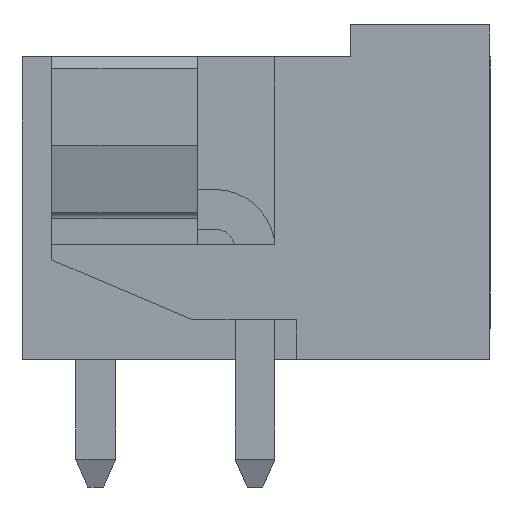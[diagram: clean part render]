
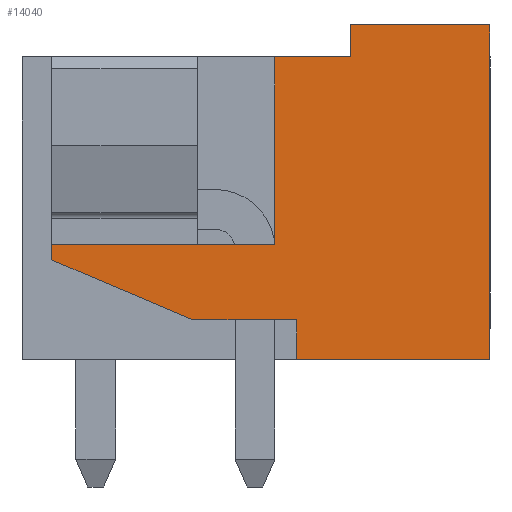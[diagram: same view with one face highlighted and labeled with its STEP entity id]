
A CAD part, left-side view. The second image highlights one B-rep face of the part: STEP entity #14040.
In plain terms, the highlighted planar face has unit normal (-1, 0, 0).
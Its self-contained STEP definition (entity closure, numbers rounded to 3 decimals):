
#14013=AXIS2_PLACEMENT_3D('Plane Axis2P3D',#14010,#14011,#14012) ;
#385=CARTESIAN_POINT('Vertex',(0.,0.,11.6)) ;
#388=CARTESIAN_POINT('Line Origine',(0.,0.,7.4)) ;
#392=CARTESIAN_POINT('Vertex',(0.,0.,3.2)) ;
#1879=CARTESIAN_POINT('Vertex',(0.,3.5,11.6)) ;
#1882=CARTESIAN_POINT('Line Origine',(0.,1.75,11.6)) ;
#2431=CARTESIAN_POINT('Vertex',(0.,5.4,10.8)) ;
#2434=CARTESIAN_POINT('Line Origine',(0.,4.45,10.8)) ;
#2438=CARTESIAN_POINT('Vertex',(0.,3.5,10.8)) ;
#3871=CARTESIAN_POINT('Line Origine',(0.,2.427,3.2)) ;
#3875=CARTESIAN_POINT('Vertex',(0.,4.854,3.2)) ;
#13484=CARTESIAN_POINT('Vertex',(0.,11.,5.7)) ;
#13498=CARTESIAN_POINT('Vertex',(0.,7.465,4.2)) ;
#13501=CARTESIAN_POINT('Line Origine',(0.,9.233,4.95)) ;
#13529=CARTESIAN_POINT('Vertex',(0.,4.854,4.2)) ;
#13532=CARTESIAN_POINT('Line Origine',(0.,6.16,4.2)) ;
#13783=CARTESIAN_POINT('Line Origine',(0.,4.854,3.7)) ;
#13800=CARTESIAN_POINT('Line Origine',(0.,3.5,11.2)) ;
#13862=CARTESIAN_POINT('Line Origine',(0.,11.,5.89)) ;
#13866=CARTESIAN_POINT('Vertex',(0.,11.,6.08)) ;
#14010=CARTESIAN_POINT('Axis2P3D Location',(0.,0.,0.)) ;
#14015=CARTESIAN_POINT('Line Origine',(0.,8.2,6.08)) ;
#14019=CARTESIAN_POINT('Vertex',(0.,5.4,6.08)) ;
#14022=CARTESIAN_POINT('Line Origine',(0.,5.4,8.44)) ;
#389=DIRECTION('Vector Direction',(0.,0.,-1.)) ;
#1883=DIRECTION('Vector Direction',(0.,-1.,0.)) ;
#2435=DIRECTION('Vector Direction',(0.,-1.,0.)) ;
#3872=DIRECTION('Vector Direction',(0.,1.,0.)) ;
#13502=DIRECTION('Vector Direction',(0.,-0.921,-0.391)) ;
#13533=DIRECTION('Vector Direction',(0.,-1.,0.)) ;
#13784=DIRECTION('Vector Direction',(0.,0.,1.)) ;
#13801=DIRECTION('Vector Direction',(0.,0.,1.)) ;
#13863=DIRECTION('Vector Direction',(0.,0.,-1.)) ;
#14011=DIRECTION('Axis2P3D Direction',(-1.,0.,0.)) ;
#14012=DIRECTION('Axis2P3D XDirection',(0.,-1.,0.)) ;
#14016=DIRECTION('Vector Direction',(0.,1.,0.)) ;
#14023=DIRECTION('Vector Direction',(0.,0.,1.)) ;
#390=VECTOR('Line Direction',#389,1.) ;
#1884=VECTOR('Line Direction',#1883,1.) ;
#2436=VECTOR('Line Direction',#2435,1.) ;
#3873=VECTOR('Line Direction',#3872,1.) ;
#13503=VECTOR('Line Direction',#13502,1.) ;
#13534=VECTOR('Line Direction',#13533,1.) ;
#13785=VECTOR('Line Direction',#13784,1.) ;
#13802=VECTOR('Line Direction',#13801,1.) ;
#13864=VECTOR('Line Direction',#13863,1.) ;
#14017=VECTOR('Line Direction',#14016,1.) ;
#14024=VECTOR('Line Direction',#14023,1.) ;
#14028=ORIENTED_EDGE('',*,*,#14021,.T.) ;
#14029=ORIENTED_EDGE('',*,*,#13868,.T.) ;
#14030=ORIENTED_EDGE('',*,*,#13505,.T.) ;
#14031=ORIENTED_EDGE('',*,*,#13536,.T.) ;
#14032=ORIENTED_EDGE('',*,*,#13787,.F.) ;
#14033=ORIENTED_EDGE('',*,*,#3877,.T.) ;
#14034=ORIENTED_EDGE('',*,*,#394,.T.) ;
#14035=ORIENTED_EDGE('',*,*,#1886,.T.) ;
#14036=ORIENTED_EDGE('',*,*,#13804,.T.) ;
#14037=ORIENTED_EDGE('',*,*,#2440,.T.) ;
#14038=ORIENTED_EDGE('',*,*,#14026,.F.) ;
#14040=ADVANCED_FACE('HOUSING',(#14039),#14014,.T.) ;
#394=EDGE_CURVE('',#393,#386,#391,.F.) ;
#1886=EDGE_CURVE('',#386,#1880,#1885,.F.) ;
#2440=EDGE_CURVE('',#2439,#2432,#2437,.F.) ;
#3877=EDGE_CURVE('',#3876,#393,#3874,.F.) ;
#13505=EDGE_CURVE('',#13485,#13499,#13504,.T.) ;
#13536=EDGE_CURVE('',#13499,#13530,#13535,.T.) ;
#13787=EDGE_CURVE('',#3876,#13530,#13786,.T.) ;
#13804=EDGE_CURVE('',#1880,#2439,#13803,.F.) ;
#13868=EDGE_CURVE('',#13867,#13485,#13865,.T.) ;
#14021=EDGE_CURVE('',#14020,#13867,#14018,.T.) ;
#14026=EDGE_CURVE('',#14020,#2432,#14025,.T.) ;
#14027=EDGE_LOOP('',(#14028,#14029,#14030,#14031,#14032,#14033,#14034,#14035,#14036,#14037,#14038)) ;
#14039=FACE_OUTER_BOUND('',#14027,.T.) ;
#391=LINE('Line',#388,#390) ;
#1885=LINE('Line',#1882,#1884) ;
#2437=LINE('Line',#2434,#2436) ;
#3874=LINE('Line',#3871,#3873) ;
#13504=LINE('Line',#13501,#13503) ;
#13535=LINE('Line',#13532,#13534) ;
#13786=LINE('Line',#13783,#13785) ;
#13803=LINE('Line',#13800,#13802) ;
#13865=LINE('Line',#13862,#13864) ;
#14018=LINE('Line',#14015,#14017) ;
#14025=LINE('Line',#14022,#14024) ;
#14014=PLANE('',#14013) ;
#386=VERTEX_POINT('',#385) ;
#393=VERTEX_POINT('',#392) ;
#1880=VERTEX_POINT('',#1879) ;
#2432=VERTEX_POINT('',#2431) ;
#2439=VERTEX_POINT('',#2438) ;
#3876=VERTEX_POINT('',#3875) ;
#13485=VERTEX_POINT('',#13484) ;
#13499=VERTEX_POINT('',#13498) ;
#13530=VERTEX_POINT('',#13529) ;
#13867=VERTEX_POINT('',#13866) ;
#14020=VERTEX_POINT('',#14019) ;
